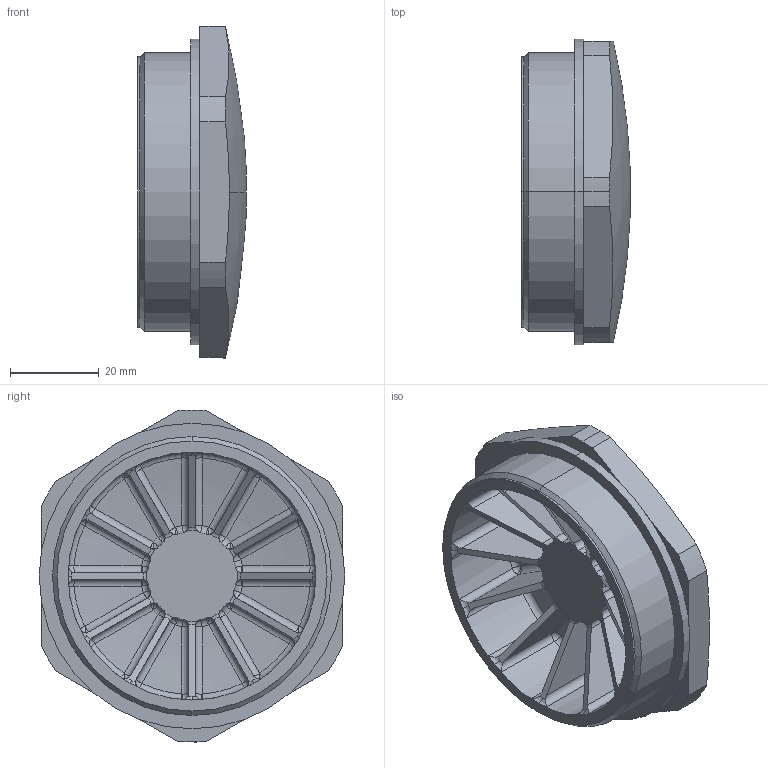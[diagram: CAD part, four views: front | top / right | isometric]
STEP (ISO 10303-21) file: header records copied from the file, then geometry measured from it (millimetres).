
FILE_DESCRIPTION (( 'STEP AP214' ), '1' );
FILE_NAME ('8290_3-M63-ap214.STEP', '2022-03-08T06:54:53', ( '' ), ( '' ), 'SwSTEP 2.0', 'SolidWorks 2020', '' );
FILE_SCHEMA (( 'AUTOMOTIVE_DESIGN' ));
Length unit declared in the file: millimetre
Products named in the file (3): 8290_3-M63-ap214; 82_909_23_37_0_ohne Beschriftung; 111776
Assembly tree (2 placements, depth 2):
  8290_3-M63-ap214
    82_909_23_37_0_ohne Beschriftung
    111776
Bounding box: 24.5 x 69 x 74.98 mm (x, y, z)
Volume: 37282.4 mm3; surface area: 23313.8 mm2
Topology: 2 solids, 2 shells, 327 faces, 845 edges, 496 vertices
Faces by surface type: cylinder 99, sphere 98, plane 54, torus 50, bspline 24, cone 2
Entity records: 10111 total; most frequent: CARTESIAN_POINT 2467, DIRECTION 1709, ORIENTED_EDGE 1594, EDGE_CURVE 797, AXIS2_PLACEMENT_3D 756, VERTEX_POINT 476, CIRCLE 448, EDGE_LOOP 331
